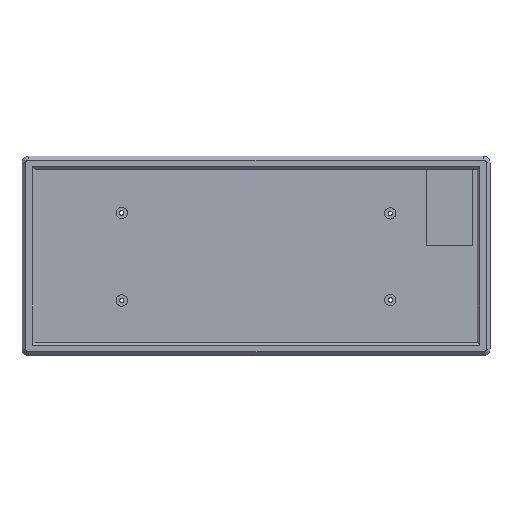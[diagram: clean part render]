
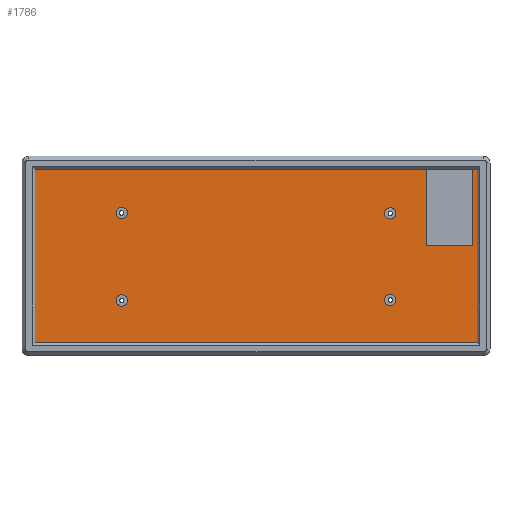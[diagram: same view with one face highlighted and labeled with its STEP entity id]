
A CAD part, top view. The second image highlights one B-rep face of the part: STEP entity #1786.
In plain terms, the highlighted planar face has unit normal (0, 0, 1).
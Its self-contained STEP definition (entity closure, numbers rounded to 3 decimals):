
#44=FACE_BOUND('',#636,.T.);
#45=FACE_BOUND('',#637,.T.);
#46=FACE_BOUND('',#638,.T.);
#47=FACE_BOUND('',#639,.T.);
#88=PLANE('',#2011);
#178=LINE('',#3087,#302);
#181=LINE('',#3092,#305);
#193=LINE('',#3396,#317);
#196=LINE('',#3401,#320);
#208=LINE('',#3586,#332);
#211=LINE('',#3590,#335);
#213=LINE('',#3593,#337);
#214=LINE('',#3595,#338);
#302=VECTOR('',#2445,10.);
#305=VECTOR('',#2450,10.);
#317=VECTOR('',#2488,10.);
#320=VECTOR('',#2491,10.);
#332=VECTOR('',#2545,10.);
#335=VECTOR('',#2550,10.);
#337=VECTOR('',#2554,10.);
#338=VECTOR('',#2557,10.);
#505=FACE_OUTER_BOUND('',#635,.T.);
#635=EDGE_LOOP('',(#1653,#1654,#1655,#1656,#1657,#1658,#1659,#1660));
#636=EDGE_LOOP('',(#1661));
#637=EDGE_LOOP('',(#1662));
#638=EDGE_LOOP('',(#1663));
#639=EDGE_LOOP('',(#1664));
#714=CIRCLE('',#1895,2.5);
#717=CIRCLE('',#1900,2.5);
#720=CIRCLE('',#1905,2.5);
#723=CIRCLE('',#1910,2.5);
#832=VERTEX_POINT('',#2880);
#835=VERTEX_POINT('',#2889);
#838=VERTEX_POINT('',#2898);
#841=VERTEX_POINT('',#2907);
#882=VERTEX_POINT('',#3084);
#883=VERTEX_POINT('',#3086);
#884=VERTEX_POINT('',#3090);
#907=VERTEX_POINT('',#3395);
#908=VERTEX_POINT('',#3398);
#909=VERTEX_POINT('',#3400);
#916=VERTEX_POINT('',#3583);
#917=VERTEX_POINT('',#3585);
#1025=EDGE_CURVE('',#832,#832,#714,.T.);
#1029=EDGE_CURVE('',#835,#835,#717,.T.);
#1033=EDGE_CURVE('',#838,#838,#720,.T.);
#1037=EDGE_CURVE('',#841,#841,#723,.T.);
#1109=EDGE_CURVE('',#882,#883,#178,.T.);
#1112=EDGE_CURVE('',#884,#882,#181,.T.);
#1136=EDGE_CURVE('',#883,#907,#193,.T.);
#1139=EDGE_CURVE('',#908,#909,#196,.T.);
#1163=EDGE_CURVE('',#917,#916,#208,.T.);
#1166=EDGE_CURVE('',#908,#917,#211,.T.);
#1168=EDGE_CURVE('',#916,#907,#213,.T.);
#1169=EDGE_CURVE('',#909,#884,#214,.F.);
#1653=ORIENTED_EDGE('',*,*,#1168,.T.);
#1654=ORIENTED_EDGE('',*,*,#1136,.F.);
#1655=ORIENTED_EDGE('',*,*,#1109,.F.);
#1656=ORIENTED_EDGE('',*,*,#1112,.F.);
#1657=ORIENTED_EDGE('',*,*,#1169,.F.);
#1658=ORIENTED_EDGE('',*,*,#1139,.F.);
#1659=ORIENTED_EDGE('',*,*,#1166,.T.);
#1660=ORIENTED_EDGE('',*,*,#1163,.T.);
#1661=ORIENTED_EDGE('',*,*,#1025,.T.);
#1662=ORIENTED_EDGE('',*,*,#1029,.T.);
#1663=ORIENTED_EDGE('',*,*,#1033,.T.);
#1664=ORIENTED_EDGE('',*,*,#1037,.T.);
#1786=ADVANCED_FACE('',(#505,#44,#45,#46,#47),#88,.T.);
#1895=AXIS2_PLACEMENT_3D('',#2881,#2251,#2252);
#1900=AXIS2_PLACEMENT_3D('',#2890,#2262,#2263);
#1905=AXIS2_PLACEMENT_3D('',#2899,#2273,#2274);
#1910=AXIS2_PLACEMENT_3D('',#2908,#2284,#2285);
#2011=AXIS2_PLACEMENT_3D('',#3594,#2555,#2556);
#2251=DIRECTION('center_axis',(0.,0.,-1.));
#2252=DIRECTION('ref_axis',(-1.,0.,0.));
#2262=DIRECTION('center_axis',(0.,0.,-1.));
#2263=DIRECTION('ref_axis',(-1.,0.,0.));
#2273=DIRECTION('center_axis',(0.,0.,-1.));
#2274=DIRECTION('ref_axis',(-1.,0.,0.));
#2284=DIRECTION('center_axis',(0.,0.,-1.));
#2285=DIRECTION('ref_axis',(-1.,0.,0.));
#2445=DIRECTION('',(0.,1.,0.));
#2450=DIRECTION('',(-1.,0.,0.));
#2488=DIRECTION('',(1.,0.,0.));
#2491=DIRECTION('',(1.,0.,0.));
#2545=DIRECTION('',(-1.,0.,0.));
#2550=DIRECTION('',(0.,-1.,0.));
#2554=DIRECTION('',(0.,1.,0.));
#2555=DIRECTION('center_axis',(0.,0.,1.));
#2556=DIRECTION('ref_axis',(1.,0.,0.));
#2557=DIRECTION('',(0.,1.,0.));
#2880=CARTESIAN_POINT('',(94.7,-107.,-8.4));
#2881=CARTESIAN_POINT('Origin',(92.2,-107.,-8.4));
#2889=CARTESIAN_POINT('',(213.7,-68.4,-8.4));
#2890=CARTESIAN_POINT('Origin',(211.2,-68.4,-8.4));
#2898=CARTESIAN_POINT('',(94.7,-68.2,-8.4));
#2899=CARTESIAN_POINT('Origin',(92.2,-68.2,-8.4));
#2907=CARTESIAN_POINT('',(213.7,-106.8,-8.4));
#2908=CARTESIAN_POINT('Origin',(211.2,-106.8,-8.4));
#3084=CARTESIAN_POINT('',(53.7,-125.78,-8.4));
#3086=CARTESIAN_POINT('',(53.7,-48.83,-8.4));
#3087=CARTESIAN_POINT('',(53.7,-106.63,-8.4));
#3090=CARTESIAN_POINT('',(249.7,-125.78,-8.4));
#3092=CARTESIAN_POINT('',(200.831,-125.78,-8.4));
#3395=CARTESIAN_POINT('',(227.199,-48.83,-8.4));
#3396=CARTESIAN_POINT('',(102.656,-48.83,-8.4));
#3398=CARTESIAN_POINT('',(247.65,-48.83,-8.4));
#3400=CARTESIAN_POINT('',(249.7,-48.83,-8.4));
#3401=CARTESIAN_POINT('',(102.656,-48.83,-8.4));
#3583=CARTESIAN_POINT('',(227.199,-82.769,-8.4));
#3585=CARTESIAN_POINT('',(247.65,-82.769,-8.4));
#3586=CARTESIAN_POINT('',(247.65,-82.769,-8.4));
#3590=CARTESIAN_POINT('',(247.65,-48.83,-8.4));
#3593=CARTESIAN_POINT('',(227.199,-82.769,-8.4));
#3594=CARTESIAN_POINT('Origin',(151.788,-87.305,-8.4));
#3595=CARTESIAN_POINT('',(249.7,-67.98,-8.4));
